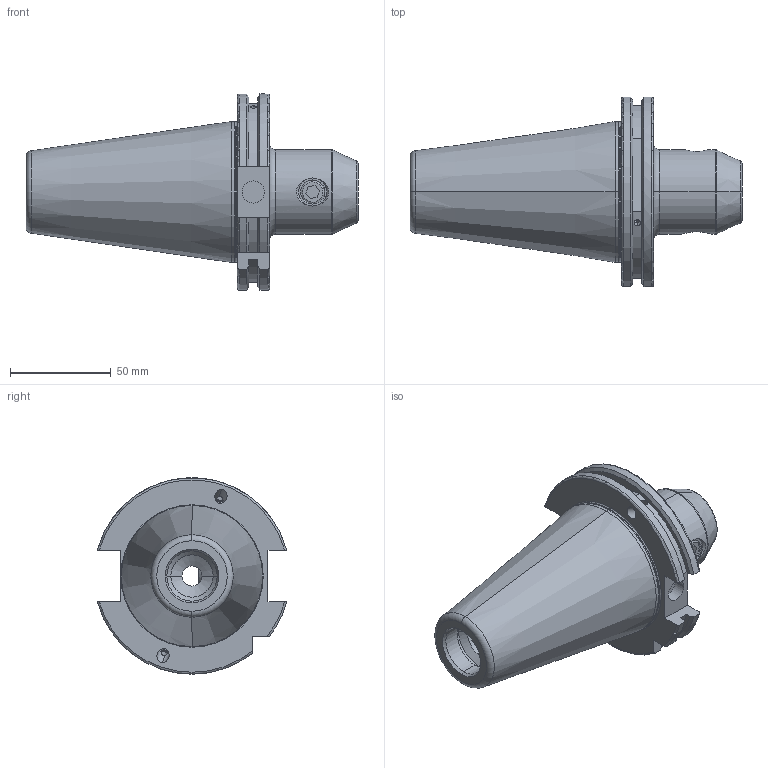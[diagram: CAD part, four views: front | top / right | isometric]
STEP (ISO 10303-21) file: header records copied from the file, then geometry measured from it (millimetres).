
FILE_DESCRIPTION (( 'STEP AP203' ), '1' );
FILE_NAME ('91506-WE712063.STEP', '2018-02-16T09:59:08', ( '' ), ( '' ), 'SwSTEP 2.0', 'SolidWorks 2009', '' );
FILE_SCHEMA (( 'CONFIG_CONTROL_DESIGN' ));
Length unit declared in the file: millimetre
Products named in the file (4): 91506-WE712063; SK50EM12063FWW; M12X16_ISO 4026 - M12 x 12-N; Copy of M4X4_DIN 913 - M4 x 4-N
Assembly tree (4 placements, depth 2):
  91506-WE712063
    M12X16_ISO 4026 - M12 x 12-N
    Copy of M4X4_DIN 913 - M4 x 4-N  x2
    SK50EM12063FWW
Bounding box: 164.75 x 94.05 x 97.5 mm (x, y, z)
Volume: 383794.8 mm3; surface area: 51432.5 mm2
Topology: 4 solids, 4 shells, 169 faces, 421 edges, 266 vertices
Faces by surface type: cylinder 55, plane 54, cone 36, torus 22, sphere 2
Entity records: 5737 total; most frequent: CARTESIAN_POINT 1579, DIRECTION 800, ORIENTED_EDGE 778, EDGE_CURVE 389, AXIS2_PLACEMENT_3D 318, VERTEX_POINT 246, EDGE_LOOP 171, VECTOR 164
